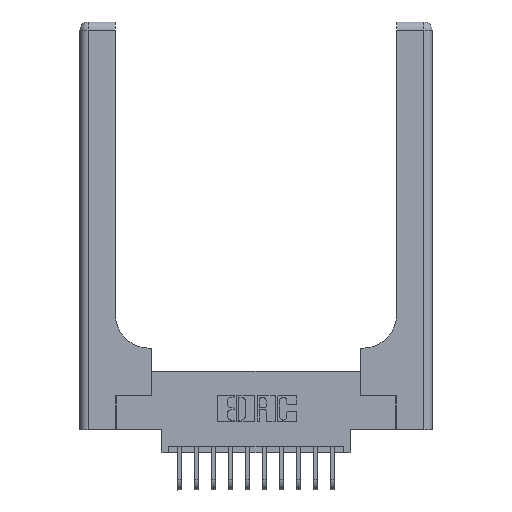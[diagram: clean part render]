
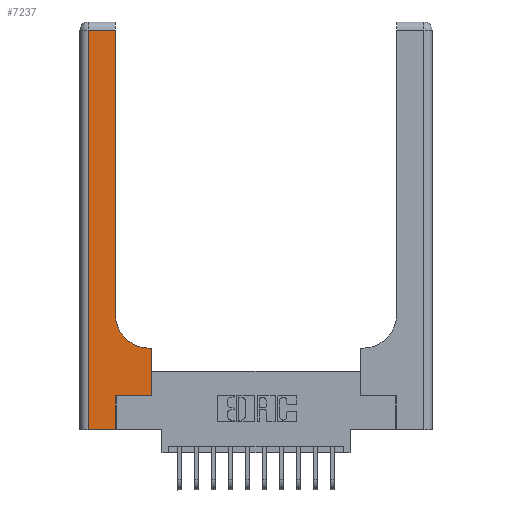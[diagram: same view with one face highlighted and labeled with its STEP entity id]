
A CAD part, top view. The second image highlights one B-rep face of the part: STEP entity #7237.
In plain terms, the highlighted planar face has unit normal (0, 0, 1).
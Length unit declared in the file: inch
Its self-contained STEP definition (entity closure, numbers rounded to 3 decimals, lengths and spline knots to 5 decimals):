
#501 = CARTESIAN_POINT ( 'NONE',  ( 0.265, 0.25, 0.37 ) ) ;
#642 = VERTEX_POINT ( 'NONE', #8677 ) ;
#986 = CARTESIAN_POINT ( 'NONE',  ( 0.06, 2.94, 0.37 ) ) ;
#1444 = CARTESIAN_POINT ( 'NONE',  ( 0.06, 0., 0.37 ) ) ;
#1936 = DIRECTION ( 'NONE',  ( 1., 0., 0. ) ) ;
#2157 = VERTEX_POINT ( 'NONE', #8456 ) ;
#2268 = CARTESIAN_POINT ( 'NONE',  ( 0.51, 0.85, 0.37 ) ) ;
#2459 = VERTEX_POINT ( 'NONE', #4965 ) ;
#2702 = CARTESIAN_POINT ( 'NONE',  ( 0.265, 0.25, 0.37 ) ) ;
#2933 = EDGE_CURVE ( 'NONE', #642, #10039, #13528, .T. ) ;
#2997 = FACE_OUTER_BOUND ( 'NONE', #7481, .T. ) ;
#3527 = DIRECTION ( 'NONE',  ( 1., 0., 0. ) ) ;
#3644 = DIRECTION ( 'NONE',  ( 0., 1., 0. ) ) ;
#3770 = VECTOR ( 'NONE', #3644, 39.37008 ) ;
#4136 = LINE ( 'NONE', #4835, #3770 ) ;
#4187 = DIRECTION ( 'NONE',  ( 0., 1., 0. ) ) ;
#4292 = AXIS2_PLACEMENT_3D ( 'NONE', #5407, #15167, #7887 ) ;
#4622 = EDGE_CURVE ( 'NONE', #10039, #5202, #8845, .T. ) ;
#4835 = CARTESIAN_POINT ( 'NONE',  ( 0.528, 0.25, 0.37 ) ) ;
#4965 = CARTESIAN_POINT ( 'NONE',  ( 0.51, 0.6, 0.37 ) ) ;
#5202 = VERTEX_POINT ( 'NONE', #1444 ) ;
#5350 = EDGE_CURVE ( 'NONE', #12685, #13616, #12290, .T. ) ;
#5407 = CARTESIAN_POINT ( 'NONE',  ( 0., 3., 0.37 ) ) ;
#5437 = EDGE_CURVE ( 'NONE', #5202, #10238, #7127, .T. ) ;
#6006 = VECTOR ( 'NONE', #4187, 39.37008 ) ;
#6548 = VECTOR ( 'NONE', #14047, 39.37008 ) ;
#6864 = AXIS2_PLACEMENT_3D ( 'NONE', #2268, #10893, #3527 ) ;
#6976 = VERTEX_POINT ( 'NONE', #12393 ) ;
#7019 = VECTOR ( 'NONE', #12341, 39.37008 ) ;
#7127 = LINE ( 'NONE', #11806, #9987 ) ;
#7237 = ADVANCED_FACE ( 'NONE', ( #2997 ), #13984, .F. ) ;
#7481 = EDGE_LOOP ( 'NONE', ( #7967, #8301, #9391, #9569, #10467, #10818, #10880, #12654, #15715 ) ) ;
#7887 = DIRECTION ( 'NONE',  ( -1., 0., 0. ) ) ;
#7967 = ORIENTED_EDGE ( 'NONE', *, *, #11503, .T. ) ;
#8089 = EDGE_CURVE ( 'NONE', #13616, #2157, #4136, .T. ) ;
#8301 = ORIENTED_EDGE ( 'NONE', *, *, #2933, .T. ) ;
#8456 = CARTESIAN_POINT ( 'NONE',  ( 0.528, 0.6, 0.37 ) ) ;
#8677 = CARTESIAN_POINT ( 'NONE',  ( 0.26, 2.94, 0.37 ) ) ;
#8845 = LINE ( 'NONE', #11196, #14955 ) ;
#9391 = ORIENTED_EDGE ( 'NONE', *, *, #4622, .T. ) ;
#9569 = ORIENTED_EDGE ( 'NONE', *, *, #5437, .T. ) ;
#9734 = LINE ( 'NONE', #11333, #15800 ) ;
#9987 = VECTOR ( 'NONE', #1936, 39.37008 ) ;
#10039 = VERTEX_POINT ( 'NONE', #986 ) ;
#10238 = VERTEX_POINT ( 'NONE', #11311 ) ;
#10467 = ORIENTED_EDGE ( 'NONE', *, *, #13264, .T. ) ;
#10818 = ORIENTED_EDGE ( 'NONE', *, *, #5350, .T. ) ;
#10880 = ORIENTED_EDGE ( 'NONE', *, *, #8089, .T. ) ;
#10893 = DIRECTION ( 'NONE',  ( 0., 0., -1. ) ) ;
#11196 = CARTESIAN_POINT ( 'NONE',  ( 0.06, 3., 0.37 ) ) ;
#11311 = CARTESIAN_POINT ( 'NONE',  ( 0.265, 0., 0.37 ) ) ;
#11329 = CARTESIAN_POINT ( 'NONE',  ( 0., 2.94, 0.37 ) ) ;
#11333 = CARTESIAN_POINT ( 'NONE',  ( 0.26, 0.6, 0.37 ) ) ;
#11503 = EDGE_CURVE ( 'NONE', #6976, #642, #15719, .T. ) ;
#11609 = CARTESIAN_POINT ( 'NONE',  ( 0.265, 0., 0.37 ) ) ;
#11806 = CARTESIAN_POINT ( 'NONE',  ( 0., 0., 0.37 ) ) ;
#12290 = LINE ( 'NONE', #501, #6548 ) ;
#12341 = DIRECTION ( 'NONE',  ( -1., 0., 0. ) ) ;
#12393 = CARTESIAN_POINT ( 'NONE',  ( 0.26, 0.85, 0.37 ) ) ;
#12428 = DIRECTION ( 'NONE',  ( 0., -1., 0. ) ) ;
#12560 = DIRECTION ( 'NONE',  ( -1., 0., 0. ) ) ;
#12654 = ORIENTED_EDGE ( 'NONE', *, *, #15049, .T. ) ;
#12685 = VERTEX_POINT ( 'NONE', #2702 ) ;
#12788 = CARTESIAN_POINT ( 'NONE',  ( 0.26, 3., 0.37 ) ) ;
#12859 = DIRECTION ( 'NONE',  ( 0., 1., 0. ) ) ;
#13170 = CIRCLE ( 'NONE', #6864, 0.25 ) ;
#13264 = EDGE_CURVE ( 'NONE', #10238, #12685, #15106, .T. ) ;
#13528 = LINE ( 'NONE', #11329, #7019 ) ;
#13616 = VERTEX_POINT ( 'NONE', #14839 ) ;
#13984 = PLANE ( 'NONE',  #4292 ) ;
#14047 = DIRECTION ( 'NONE',  ( 1., 0., 0. ) ) ;
#14365 = VECTOR ( 'NONE', #12859, 39.37008 ) ;
#14839 = CARTESIAN_POINT ( 'NONE',  ( 0.528, 0.25, 0.37 ) ) ;
#14955 = VECTOR ( 'NONE', #12428, 39.37008 ) ;
#15049 = EDGE_CURVE ( 'NONE', #2157, #2459, #9734, .T. ) ;
#15106 = LINE ( 'NONE', #11609, #14365 ) ;
#15167 = DIRECTION ( 'NONE',  ( 0., 0., -1. ) ) ;
#15245 = EDGE_CURVE ( 'NONE', #2459, #6976, #13170, .T. ) ;
#15715 = ORIENTED_EDGE ( 'NONE', *, *, #15245, .T. ) ;
#15719 = LINE ( 'NONE', #12788, #6006 ) ;
#15800 = VECTOR ( 'NONE', #12560, 39.37008 ) ;
